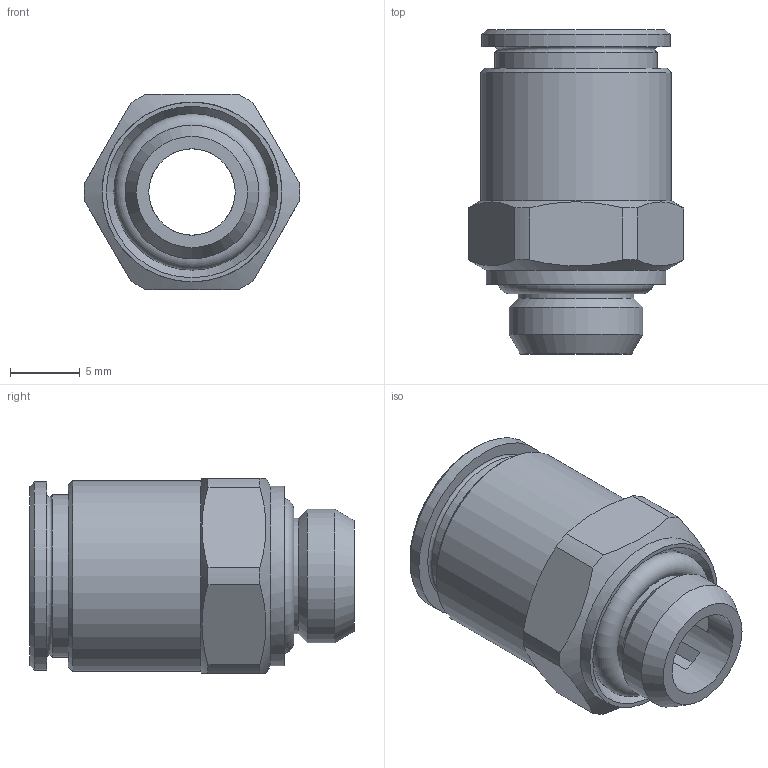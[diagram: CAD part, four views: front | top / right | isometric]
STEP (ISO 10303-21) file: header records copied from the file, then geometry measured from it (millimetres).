
FILE_DESCRIPTION(/* description */ ('STEP AP203'),/* implementation_level */ '2;1');
FILE_NAME(/* name */ 'X0020041',/* time_stamp */ '2022-07-19T14:53:37+02:00',/* author */ ('License CC BY-ND 4.0'),/* organization */ ('CADENAS'),/* preprocessor_version */ 'ST-DEVELOPER v18.102',/* originating_system */ 'PARTsolutions',/* authorisation */ ' ');
FILE_SCHEMA (('CONFIG_CONTROL_DESIGN'));
Length unit declared in the file: millimetre
Products named in the file (4): X0020041; X0020041_PART3; X0020041_PART2; X0020041_PART1
Assembly tree (3 placements, depth 2):
  X0020041
    X0020041_PART3
    X0020041_PART2
    X0020041_PART1
Bounding box: 15.49 x 23.25 x 14 mm (x, y, z)
Volume: 1525.5 mm3; surface area: 2507.2 mm2
Topology: 3 solids, 3 shells, 76 faces, 175 edges, 109 vertices
Faces by surface type: plane 34, cylinder 21, cone 17, torus 4
Full cylindrical faces by diameter (mm): 6.2 x1, 8.15 x2, 8.3 x1, 9.1 x1, 9.6 x1, 10.05 x1, 11 x1, 11.7 x1, 11.8 x2, 12.35 x1, 12.9 x1, 13.5 x1, 13.7 x1
Entity records: 2050 total; most frequent: CARTESIAN_POINT 401, DIRECTION 336, ORIENTED_EDGE 266, AXIS2_PLACEMENT_3D 147, EDGE_CURVE 133, FACE_BOUND 121, EDGE_LOOP 120, VERTEX_POINT 104
